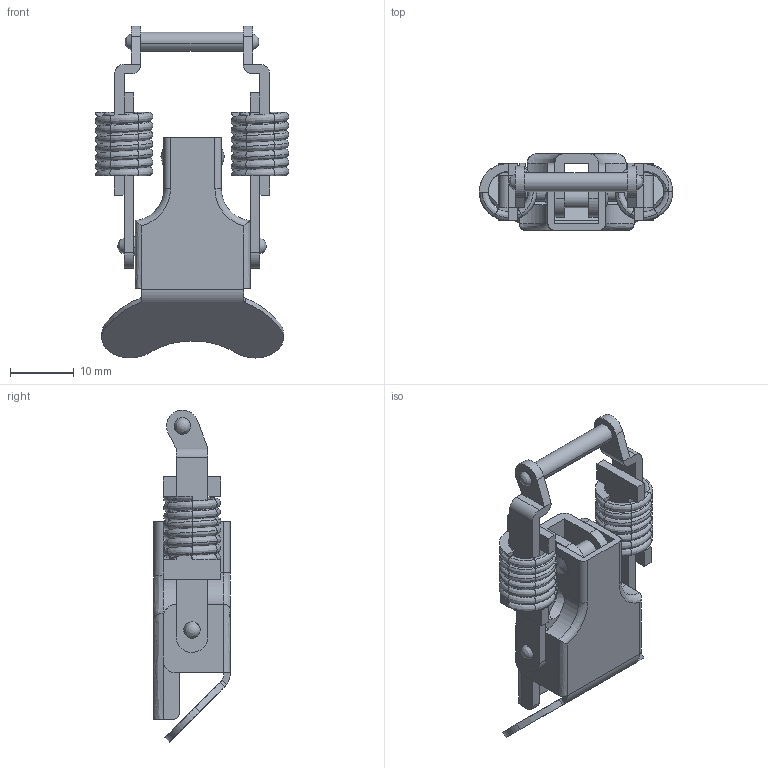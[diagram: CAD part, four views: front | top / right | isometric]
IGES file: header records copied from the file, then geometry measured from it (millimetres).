
Start section: ------------------------------------------------------------------------
Global section: file name: PC013.17236.TL-445-H_26848.igs; native system: spGate; preprocessor: ver19.8.4 (****-****-****-****); author: Unknown; organization: Unknown; date: 240614.141846; units: millimetre
Bounding box: 30.3 x 12 x 52.04 mm (x, y, z)
Volume: 3468.9 mm3; surface area: 7055.7 mm2
Topology: 11 solids, 11 shells, 373 faces, 893 edges, 552 vertices
Faces by surface type: bspline 373
